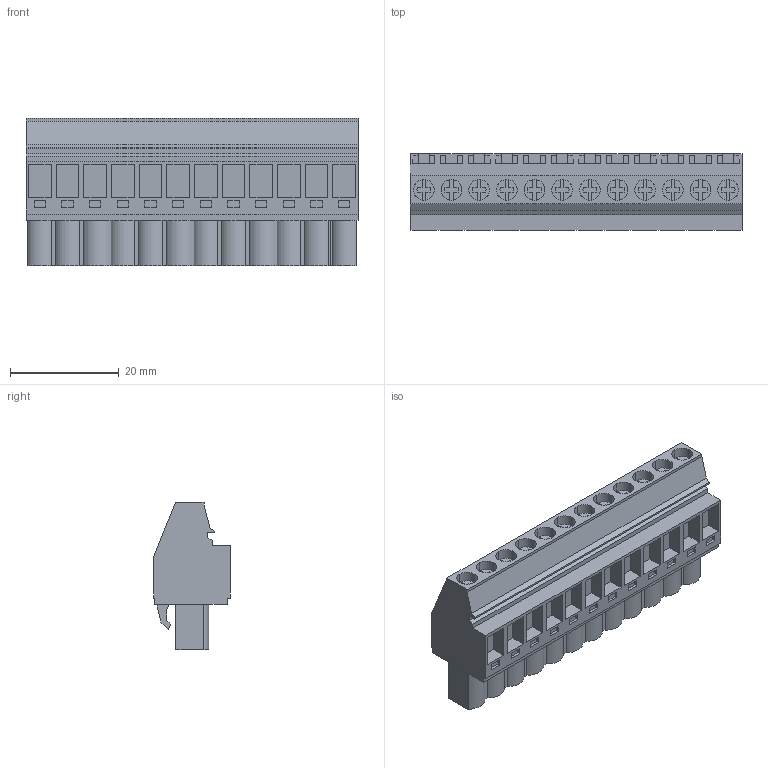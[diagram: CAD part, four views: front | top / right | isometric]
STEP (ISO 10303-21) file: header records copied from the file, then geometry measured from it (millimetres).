
FILE_DESCRIPTION(('CATIA V5 STEP','CAx-IF Rec.Pracs.--- Model Styling and Organization---1.2---2011-12-15'),'2;1');
FILE_NAME ('D1460153_0_1949120000_1949120000.stp','2017-09-09T07:25:15+00:00',('none'),('Weidmueller'),'CATIA Version 5-6 Release 2014','CATIA V5 STEP AP214','none');
FILE_SCHEMA(('AUTOMOTIVE_DESIGN { 1 0 10303 214 1 1 1 1 }'));
Length unit declared in the file: millimetre
Products named in the file (1): 1949120000
Bounding box: 60.96 x 14.1 x 27.1 mm (x, y, z)
Volume: 13826.8 mm3; surface area: 8206 mm2
Topology: 13 solids, 13 shells, 784 faces, 2196 edges, 1487 vertices
Faces by surface type: plane 676, cylinder 106, extrusion 2
Entity records: 23126 total; most frequent: ORIENTED_EDGE 4392, CARTESIAN_POINT 4156, DIRECTION 3086, EDGE_CURVE 2196, VECTOR 1934, LINE 1932, VERTEX_POINT 1487, EDGE_LOOP 835
